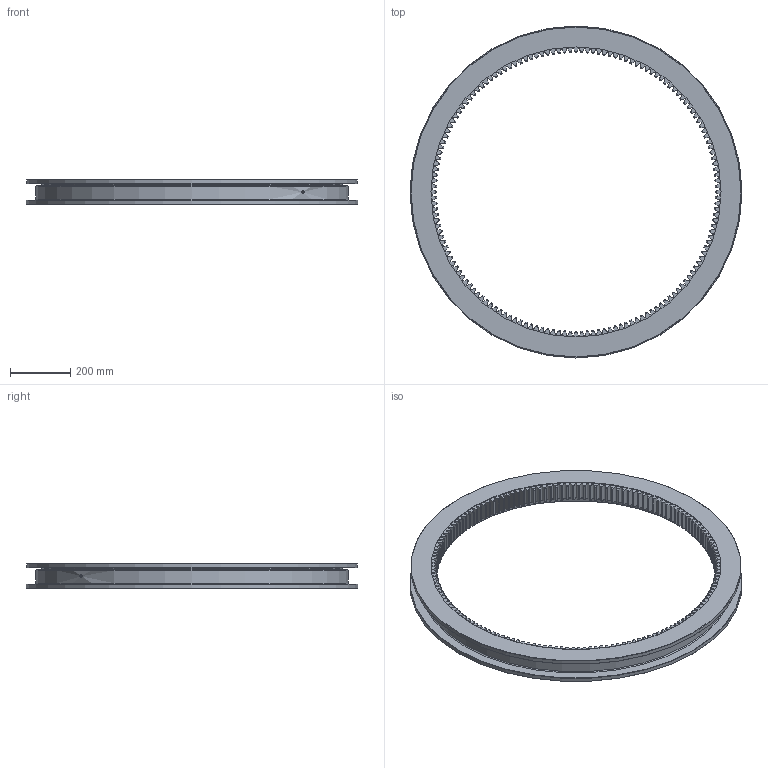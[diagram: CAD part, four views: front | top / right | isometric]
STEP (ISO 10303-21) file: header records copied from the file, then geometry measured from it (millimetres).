
FILE_DESCRIPTION (( 'STEP AP214' ), '1' );
FILE_NAME ('I.1100.22.00.A-T.STEP', '2020-05-13T08:48:43', ( '' ), ( '' ), 'SwSTEP 2.0', 'SolidWorks 2016', '' );
FILE_SCHEMA (( 'AUTOMOTIVE_DESIGN' ));
Length unit declared in the file: millimetre
Products named in the file (5): I.1100.22.00.A-T - IR; Ball D22; I.1100.22.00.A-T - OR; I.1100.22.00.A-T; Grease nipple M6x1mm
Assembly tree (114 placements, depth 2):
  I.1100.22.00.A-T
    I.1100.22.00.A-T - IR
    I.1100.22.00.A-T - OR
    Ball D22  x110
    Grease nipple M6x1mm  x2
Bounding box: 1100 x 1100 x 82 mm (x, y, z)
Volume: 14537878 mm3; surface area: 2035404.5 mm2
Topology: 114 solids, 114 shells, 831 faces, 2413 edges, 1596 vertices
Faces by surface type: cone 352, cylinder 171, bspline 156, sphere 110, plane 28, torus 14
Full cylindrical faces by diameter (mm): 2.5 x2, 5 x2, 6 x2, 961 x1, 975 x1, 993 x2, 997 x2, 1034 x1, 1095 x1, 1100 x1
Entity records: 63827 total; most frequent: CARTESIAN_POINT 46412, ORIENTED_EDGE 3954, DIRECTION 3000, EDGE_CURVE 1977, AXIS2_PLACEMENT_3D 1341, VERTEX_POINT 1329, B_SPLINE_CURVE_WITH_KNOTS 974, EDGE_LOOP 744
